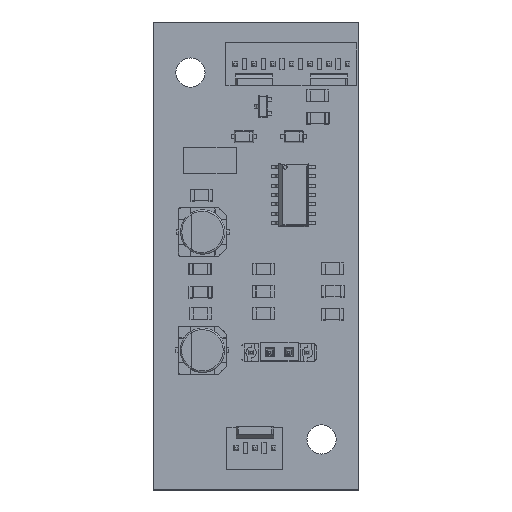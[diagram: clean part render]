
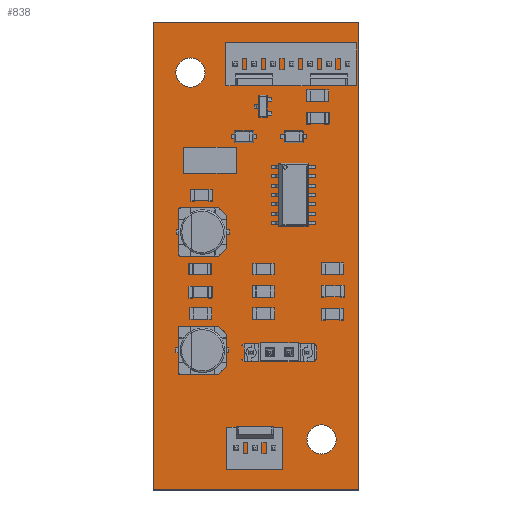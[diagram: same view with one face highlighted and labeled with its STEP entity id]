
A CAD part, top view. The second image highlights one B-rep face of the part: STEP entity #838.
In plain terms, the highlighted planar face has unit normal (0, 0, 1).
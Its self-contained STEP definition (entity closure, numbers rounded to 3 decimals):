
#125 = VERTEX_POINT('',#126);
#126 = CARTESIAN_POINT('',(0.,63.5,0.));
#143 = VERTEX_POINT('',#144);
#144 = CARTESIAN_POINT('',(0.,0.,0.));
#150 = EDGE_CURVE('',#125,#143,#151,.T.);
#151 = LINE('',#152,#153);
#152 = CARTESIAN_POINT('',(0.,63.5,0.));
#153 = VECTOR('',#154,1.);
#154 = DIRECTION('',(0.,-1.,0.));
#174 = VERTEX_POINT('',#175);
#175 = CARTESIAN_POINT('',(27.94,0.,0.));
#181 = EDGE_CURVE('',#143,#174,#182,.T.);
#182 = LINE('',#183,#184);
#183 = CARTESIAN_POINT('',(0.,0.,0.));
#184 = VECTOR('',#185,1.);
#185 = DIRECTION('',(1.,0.,0.));
#205 = VERTEX_POINT('',#206);
#206 = CARTESIAN_POINT('',(27.94,63.5,0.));
#212 = EDGE_CURVE('',#174,#205,#213,.T.);
#213 = LINE('',#214,#215);
#214 = CARTESIAN_POINT('',(27.94,0.,0.));
#215 = VECTOR('',#216,1.);
#216 = DIRECTION('',(0.,1.,0.));
#234 = EDGE_CURVE('',#205,#125,#235,.T.);
#235 = LINE('',#236,#237);
#236 = CARTESIAN_POINT('',(27.94,63.5,0.));
#237 = VECTOR('',#238,1.);
#238 = DIRECTION('',(-1.,0.,0.));
#249 = VERTEX_POINT('',#250);
#250 = CARTESIAN_POINT('',(5.664,44.729,0.));
#266 = EDGE_CURVE('',#249,#249,#267,.T.);
#267 = CIRCLE('',#268,0.483);
#268 = AXIS2_PLACEMENT_3D('',#269,#270,#271);
#269 = CARTESIAN_POINT('',(5.182,44.729,0.));
#270 = DIRECTION('',(0.,0.,-1.));
#271 = DIRECTION('',(1.,0.,0.));
#282 = VERTEX_POINT('',#283);
#283 = CARTESIAN_POINT('',(10.744,44.729,0.));
#299 = EDGE_CURVE('',#282,#282,#300,.T.);
#300 = CIRCLE('',#301,0.483);
#301 = AXIS2_PLACEMENT_3D('',#302,#303,#304);
#302 = CARTESIAN_POINT('',(10.262,44.729,0.));
#303 = DIRECTION('',(0.,0.,-1.));
#304 = DIRECTION('',(1.,0.,0.));
#315 = VERTEX_POINT('',#316);
#316 = CARTESIAN_POINT('',(7.061,56.642,0.));
#332 = EDGE_CURVE('',#315,#315,#333,.T.);
#333 = CIRCLE('',#334,1.981);
#334 = AXIS2_PLACEMENT_3D('',#335,#336,#337);
#335 = CARTESIAN_POINT('',(5.08,56.642,0.));
#336 = DIRECTION('',(0.,0.,-1.));
#337 = DIRECTION('',(1.,0.,0.));
#348 = VERTEX_POINT('',#349);
#349 = CARTESIAN_POINT('',(24.841,6.858,0.));
#365 = EDGE_CURVE('',#348,#348,#366,.T.);
#366 = CIRCLE('',#367,1.981);
#367 = AXIS2_PLACEMENT_3D('',#368,#369,#370);
#368 = CARTESIAN_POINT('',(22.86,6.858,0.));
#369 = DIRECTION('',(0.,0.,-1.));
#370 = DIRECTION('',(1.,0.,0.));
#381 = VERTEX_POINT('',#382);
#382 = CARTESIAN_POINT('',(16.358,18.644,0.));
#398 = EDGE_CURVE('',#381,#381,#399,.T.);
#399 = CIRCLE('',#400,0.508);
#400 = AXIS2_PLACEMENT_3D('',#401,#402,#403);
#401 = CARTESIAN_POINT('',(15.85,18.644,0.));
#402 = DIRECTION('',(0.,0.,-1.));
#403 = DIRECTION('',(1.,0.,0.));
#414 = VERTEX_POINT('',#415);
#415 = CARTESIAN_POINT('',(13.818,18.644,0.));
#431 = EDGE_CURVE('',#414,#414,#432,.T.);
#432 = CIRCLE('',#433,0.508);
#433 = AXIS2_PLACEMENT_3D('',#434,#435,#436);
#434 = CARTESIAN_POINT('',(13.31,18.644,0.));
#435 = DIRECTION('',(0.,0.,-1.));
#436 = DIRECTION('',(1.,0.,0.));
#447 = VERTEX_POINT('',#448);
#448 = CARTESIAN_POINT('',(18.898,18.644,0.));
#464 = EDGE_CURVE('',#447,#447,#465,.T.);
#465 = CIRCLE('',#466,0.508);
#466 = AXIS2_PLACEMENT_3D('',#467,#468,#469);
#467 = CARTESIAN_POINT('',(18.39,18.644,0.));
#468 = DIRECTION('',(0.,0.,-1.));
#469 = DIRECTION('',(1.,0.,0.));
#480 = VERTEX_POINT('',#481);
#481 = CARTESIAN_POINT('',(21.438,18.644,0.));
#497 = EDGE_CURVE('',#480,#480,#498,.T.);
#498 = CIRCLE('',#499,0.508);
#499 = AXIS2_PLACEMENT_3D('',#500,#501,#502);
#500 = CARTESIAN_POINT('',(20.93,18.644,0.));
#501 = DIRECTION('',(0.,0.,-1.));
#502 = DIRECTION('',(1.,0.,0.));
#513 = VERTEX_POINT('',#514);
#514 = CARTESIAN_POINT('',(11.786,5.639,0.));
#530 = EDGE_CURVE('',#513,#513,#531,.T.);
#531 = CIRCLE('',#532,0.508);
#532 = AXIS2_PLACEMENT_3D('',#533,#534,#535);
#533 = CARTESIAN_POINT('',(11.278,5.639,0.));
#534 = DIRECTION('',(0.,0.,-1.));
#535 = DIRECTION('',(1.,0.,0.));
#546 = VERTEX_POINT('',#547);
#547 = CARTESIAN_POINT('',(14.326,5.639,0.));
#563 = EDGE_CURVE('',#546,#546,#564,.T.);
#564 = CIRCLE('',#565,0.508);
#565 = AXIS2_PLACEMENT_3D('',#566,#567,#568);
#566 = CARTESIAN_POINT('',(13.818,5.639,0.));
#567 = DIRECTION('',(0.,0.,-1.));
#568 = DIRECTION('',(1.,0.,0.));
#579 = VERTEX_POINT('',#580);
#580 = CARTESIAN_POINT('',(16.866,5.639,0.));
#596 = EDGE_CURVE('',#579,#579,#597,.T.);
#597 = CIRCLE('',#598,0.508);
#598 = AXIS2_PLACEMENT_3D('',#599,#600,#601);
#599 = CARTESIAN_POINT('',(16.358,5.639,0.));
#600 = DIRECTION('',(0.,0.,-1.));
#601 = DIRECTION('',(1.,0.,0.));
#612 = VERTEX_POINT('',#613);
#613 = CARTESIAN_POINT('',(16.739,57.76,0.));
#629 = EDGE_CURVE('',#612,#612,#630,.T.);
#630 = CIRCLE('',#631,0.508);
#631 = AXIS2_PLACEMENT_3D('',#632,#633,#634);
#632 = CARTESIAN_POINT('',(16.231,57.76,0.));
#633 = DIRECTION('',(0.,0.,-1.));
#634 = DIRECTION('',(1.,0.,0.));
#645 = VERTEX_POINT('',#646);
#646 = CARTESIAN_POINT('',(19.279,57.76,0.));
#662 = EDGE_CURVE('',#645,#645,#663,.T.);
#663 = CIRCLE('',#664,0.508);
#664 = AXIS2_PLACEMENT_3D('',#665,#666,#667);
#665 = CARTESIAN_POINT('',(18.771,57.76,0.));
#666 = DIRECTION('',(0.,0.,-1.));
#667 = DIRECTION('',(1.,0.,0.));
#678 = VERTEX_POINT('',#679);
#679 = CARTESIAN_POINT('',(14.199,57.76,0.));
#695 = EDGE_CURVE('',#678,#678,#696,.T.);
#696 = CIRCLE('',#697,0.508);
#697 = AXIS2_PLACEMENT_3D('',#698,#699,#700);
#698 = CARTESIAN_POINT('',(13.691,57.76,0.));
#699 = DIRECTION('',(0.,0.,-1.));
#700 = DIRECTION('',(1.,0.,0.));
#711 = VERTEX_POINT('',#712);
#712 = CARTESIAN_POINT('',(11.659,57.76,0.));
#728 = EDGE_CURVE('',#711,#711,#729,.T.);
#729 = CIRCLE('',#730,0.508);
#730 = AXIS2_PLACEMENT_3D('',#731,#732,#733);
#731 = CARTESIAN_POINT('',(11.151,57.76,0.));
#732 = DIRECTION('',(0.,0.,-1.));
#733 = DIRECTION('',(1.,0.,0.));
#744 = VERTEX_POINT('',#745);
#745 = CARTESIAN_POINT('',(21.819,57.76,0.));
#761 = EDGE_CURVE('',#744,#744,#762,.T.);
#762 = CIRCLE('',#763,0.508);
#763 = AXIS2_PLACEMENT_3D('',#764,#765,#766);
#764 = CARTESIAN_POINT('',(21.311,57.76,0.));
#765 = DIRECTION('',(0.,0.,-1.));
#766 = DIRECTION('',(1.,0.,0.));
#777 = VERTEX_POINT('',#778);
#778 = CARTESIAN_POINT('',(24.359,57.76,0.));
#794 = EDGE_CURVE('',#777,#777,#795,.T.);
#795 = CIRCLE('',#796,0.508);
#796 = AXIS2_PLACEMENT_3D('',#797,#798,#799);
#797 = CARTESIAN_POINT('',(23.851,57.76,0.));
#798 = DIRECTION('',(0.,0.,-1.));
#799 = DIRECTION('',(1.,0.,0.));
#810 = VERTEX_POINT('',#811);
#811 = CARTESIAN_POINT('',(26.899,57.76,0.));
#827 = EDGE_CURVE('',#810,#810,#828,.T.);
#828 = CIRCLE('',#829,0.508);
#829 = AXIS2_PLACEMENT_3D('',#830,#831,#832);
#830 = CARTESIAN_POINT('',(26.391,57.76,0.));
#831 = DIRECTION('',(0.,0.,-1.));
#832 = DIRECTION('',(1.,0.,0.));
#838 = ADVANCED_FACE('',(#839,#845,#848,#851,#854,#857,#860,#863,#866,
    #869,#872,#875,#878,#881,#884,#887,#890,#893,#896),#899,.F.);
#839 = FACE_BOUND('',#840,.T.);
#840 = EDGE_LOOP('',(#841,#842,#843,#844));
#841 = ORIENTED_EDGE('',*,*,#150,.T.);
#842 = ORIENTED_EDGE('',*,*,#181,.T.);
#843 = ORIENTED_EDGE('',*,*,#212,.T.);
#844 = ORIENTED_EDGE('',*,*,#234,.T.);
#845 = FACE_BOUND('',#846,.T.);
#846 = EDGE_LOOP('',(#847));
#847 = ORIENTED_EDGE('',*,*,#266,.T.);
#848 = FACE_BOUND('',#849,.T.);
#849 = EDGE_LOOP('',(#850));
#850 = ORIENTED_EDGE('',*,*,#299,.T.);
#851 = FACE_BOUND('',#852,.T.);
#852 = EDGE_LOOP('',(#853));
#853 = ORIENTED_EDGE('',*,*,#332,.T.);
#854 = FACE_BOUND('',#855,.T.);
#855 = EDGE_LOOP('',(#856));
#856 = ORIENTED_EDGE('',*,*,#365,.T.);
#857 = FACE_BOUND('',#858,.T.);
#858 = EDGE_LOOP('',(#859));
#859 = ORIENTED_EDGE('',*,*,#398,.T.);
#860 = FACE_BOUND('',#861,.T.);
#861 = EDGE_LOOP('',(#862));
#862 = ORIENTED_EDGE('',*,*,#431,.T.);
#863 = FACE_BOUND('',#864,.T.);
#864 = EDGE_LOOP('',(#865));
#865 = ORIENTED_EDGE('',*,*,#464,.T.);
#866 = FACE_BOUND('',#867,.T.);
#867 = EDGE_LOOP('',(#868));
#868 = ORIENTED_EDGE('',*,*,#497,.T.);
#869 = FACE_BOUND('',#870,.T.);
#870 = EDGE_LOOP('',(#871));
#871 = ORIENTED_EDGE('',*,*,#530,.T.);
#872 = FACE_BOUND('',#873,.T.);
#873 = EDGE_LOOP('',(#874));
#874 = ORIENTED_EDGE('',*,*,#563,.T.);
#875 = FACE_BOUND('',#876,.T.);
#876 = EDGE_LOOP('',(#877));
#877 = ORIENTED_EDGE('',*,*,#596,.T.);
#878 = FACE_BOUND('',#879,.T.);
#879 = EDGE_LOOP('',(#880));
#880 = ORIENTED_EDGE('',*,*,#629,.T.);
#881 = FACE_BOUND('',#882,.T.);
#882 = EDGE_LOOP('',(#883));
#883 = ORIENTED_EDGE('',*,*,#662,.T.);
#884 = FACE_BOUND('',#885,.T.);
#885 = EDGE_LOOP('',(#886));
#886 = ORIENTED_EDGE('',*,*,#695,.T.);
#887 = FACE_BOUND('',#888,.T.);
#888 = EDGE_LOOP('',(#889));
#889 = ORIENTED_EDGE('',*,*,#728,.T.);
#890 = FACE_BOUND('',#891,.T.);
#891 = EDGE_LOOP('',(#892));
#892 = ORIENTED_EDGE('',*,*,#761,.T.);
#893 = FACE_BOUND('',#894,.T.);
#894 = EDGE_LOOP('',(#895));
#895 = ORIENTED_EDGE('',*,*,#794,.T.);
#896 = FACE_BOUND('',#897,.T.);
#897 = EDGE_LOOP('',(#898));
#898 = ORIENTED_EDGE('',*,*,#827,.T.);
#899 = PLANE('',#900);
#900 = AXIS2_PLACEMENT_3D('',#901,#902,#903);
#901 = CARTESIAN_POINT('',(0.,63.5,0.));
#902 = DIRECTION('',(0.,0.,-1.));
#903 = DIRECTION('',(-1.,0.,0.));
